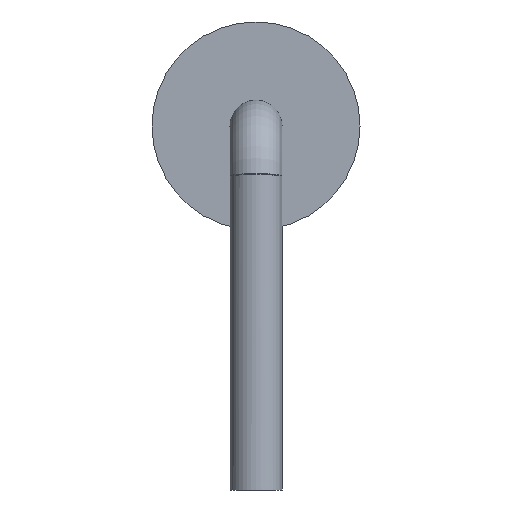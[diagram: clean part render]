
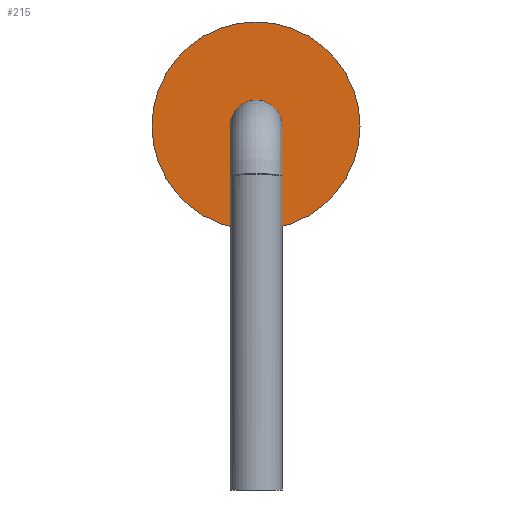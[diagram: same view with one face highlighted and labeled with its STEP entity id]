
A CAD part, left-side view. The second image highlights one B-rep face of the part: STEP entity #215.
In plain terms, the highlighted planar face has unit normal (-1, 0, 0).
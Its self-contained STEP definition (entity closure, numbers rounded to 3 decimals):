
#54=FACE_OUTER_BOUND('',#72,.T.);
#72=EDGE_LOOP('',(#157));
#88=CIRCLE('',#252,2.4);
#103=VERTEX_POINT('',#372);
#122=EDGE_CURVE('',#103,#103,#88,.T.);
#157=ORIENTED_EDGE('',*,*,#122,.T.);
#205=PLANE('',#254);
#215=ADVANCED_FACE('',(#54),#205,.F.);
#252=AXIS2_PLACEMENT_3D('',#373,#297,#298);
#254=AXIS2_PLACEMENT_3D('',#377,#302,#303);
#297=DIRECTION('center_axis',(-1.,0.,0.));
#298=DIRECTION('ref_axis',(0.,1.,0.));
#302=DIRECTION('center_axis',(1.,0.,0.));
#303=DIRECTION('ref_axis',(0.,1.,0.));
#372=CARTESIAN_POINT('',(-3.75,-2.4,3.4));
#373=CARTESIAN_POINT('Origin',(-3.75,0.,3.4));
#377=CARTESIAN_POINT('Origin',(-3.75,0.,3.4));
